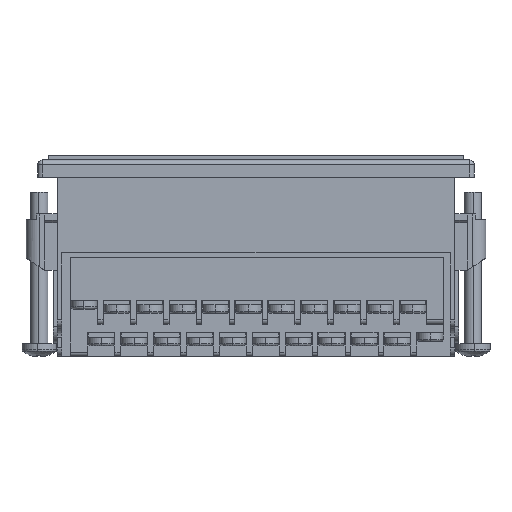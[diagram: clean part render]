
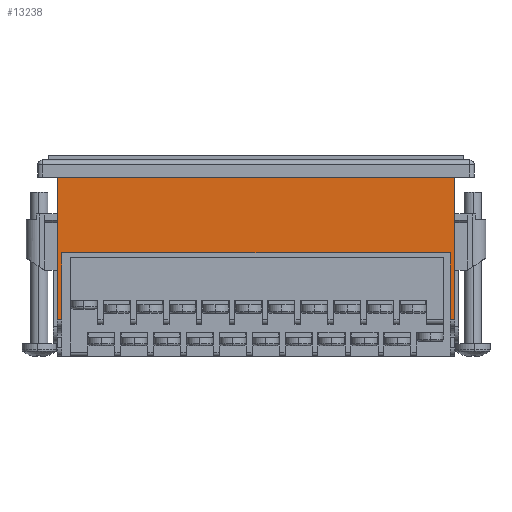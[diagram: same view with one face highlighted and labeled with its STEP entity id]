
A CAD part, front view. The second image highlights one B-rep face of the part: STEP entity #13238.
In plain terms, the highlighted planar face has unit normal (0, -1, 0).
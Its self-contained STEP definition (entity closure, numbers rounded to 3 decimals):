
#3953 = CARTESIAN_POINT ( 'NONE',  ( -45., -46., -22.5 ) ) ;
#3954 = CARTESIAN_POINT ( 'NONE',  ( -45., -46., -38. ) ) ;
#4178 = CARTESIAN_POINT ( 'NONE',  ( 45., -46., -38. ) ) ;
#4179 = CARTESIAN_POINT ( 'NONE',  ( 45., -46., -22.5 ) ) ;
#4202 = CARTESIAN_POINT ( 'NONE',  ( -46., -46., -38. ) ) ;
#4203 = CARTESIAN_POINT ( 'NONE',  ( -46., -46., -3. ) ) ;
#4458 = CARTESIAN_POINT ( 'NONE',  ( 46., -46., -38. ) ) ;
#4459 = CARTESIAN_POINT ( 'NONE',  ( 46., -46., -3. ) ) ;
#5471 = CARTESIAN_POINT ( 'NONE',  ( -46., -46., -46.5 ) ) ;
#5474 = DIRECTION ( 'NONE',  ( 0., 0., 1. ) ) ;
#5483 = CARTESIAN_POINT ( 'NONE',  ( 46., -46., -38. ) ) ;
#5496 = DIRECTION ( 'NONE',  ( 1., 0., 0. ) ) ;
#5506 = CARTESIAN_POINT ( 'NONE',  ( 45., -46., -22.5 ) ) ;
#5507 = DIRECTION ( 'NONE',  ( -1., 0., 0. ) ) ;
#5538 = CARTESIAN_POINT ( 'NONE',  ( 46., -46., -3. ) ) ;
#5539 = DIRECTION ( 'NONE',  ( -1., 0., 0. ) ) ;
#5873 = LINE ( 'NONE', #5471, #5888 ) ;
#5888 = VECTOR ( 'NONE', #5474, 1000. ) ;
#5891 = LINE ( 'NONE', #5483, #5910 ) ;
#5910 = VECTOR ( 'NONE', #5496, 1000. ) ;
#5920 = LINE ( 'NONE', #5506, #5921 ) ;
#5921 = VECTOR ( 'NONE', #5507, 1000. ) ;
#5922 = VECTOR ( 'NONE', #5539, 1000. ) ;
#5939 = LINE ( 'NONE', #5538, #5922 ) ;
#6034 = LINE ( 'NONE', #6867, #6035 ) ;
#6035 = VECTOR ( 'NONE', #6868, 1000. ) ;
#6042 = LINE ( 'NONE', #6875, #6043 ) ;
#6043 = VECTOR ( 'NONE', #6876, 1000. ) ;
#6867 = CARTESIAN_POINT ( 'NONE',  ( -45., -46., -22.5 ) ) ;
#6868 = DIRECTION ( 'NONE',  ( 0., 0., -1. ) ) ;
#6875 = CARTESIAN_POINT ( 'NONE',  ( 46., -46., -38. ) ) ;
#6876 = DIRECTION ( 'NONE',  ( 1., 0., 0. ) ) ;
#13238 = ADVANCED_FACE ( 'NONE', ( #24460 ), #56726, .F. ) ;
#14892 = EDGE_LOOP ( 'NONE', ( #15531, #15532, #15530, #15528, #15529, #15527, #15526, #15521 ) ) ;
#15521 = ORIENTED_EDGE ( 'NONE', *, *, #65723, .F. ) ;
#15526 = ORIENTED_EDGE ( 'NONE', *, *, #65659, .T. ) ;
#15527 = ORIENTED_EDGE ( 'NONE', *, *, #65648, .F. ) ;
#15528 = ORIENTED_EDGE ( 'NONE', *, *, #18042, .T. ) ;
#15529 = ORIENTED_EDGE ( 'NONE', *, *, #65679, .T. ) ;
#15530 = ORIENTED_EDGE ( 'NONE', *, *, #65727, .T. ) ;
#15531 = ORIENTED_EDGE ( 'NONE', *, *, #65664, .F. ) ;
#15532 = ORIENTED_EDGE ( 'NONE', *, *, #17989, .T. ) ;
#17989 = EDGE_CURVE ( 'NONE', #61670, #61669, #63471, .T. ) ;
#18042 = EDGE_CURVE ( 'NONE', #61850, #61851, #63576, .T. ) ;
#24460 = FACE_OUTER_BOUND ( 'NONE', #14892, .T. ) ;
#47682 = AXIS2_PLACEMENT_3D ( 'NONE', #56710, #56748, #56749 ) ;
#56710 = CARTESIAN_POINT ( 'NONE',  ( 46., -46., -46.5 ) ) ;
#56726 = PLANE ( 'NONE',  #47682 ) ;
#56748 = DIRECTION ( 'NONE',  ( 0., 1., 0. ) ) ;
#56749 = DIRECTION ( 'NONE',  ( 0., 0., 1. ) ) ;
#61444 = VERTEX_POINT ( 'NONE', #3953 ) ;
#61445 = VERTEX_POINT ( 'NONE', #3954 ) ;
#61669 = VERTEX_POINT ( 'NONE', #4178 ) ;
#61670 = VERTEX_POINT ( 'NONE', #4179 ) ;
#61693 = VERTEX_POINT ( 'NONE', #4202 ) ;
#61694 = VERTEX_POINT ( 'NONE', #4203 ) ;
#61850 = VERTEX_POINT ( 'NONE', #4458 ) ;
#61851 = VERTEX_POINT ( 'NONE', #4459 ) ;
#63471 = LINE ( 'NONE', #64549, #63472 ) ;
#63472 = VECTOR ( 'NONE', #64550, 1000. ) ;
#63576 = LINE ( 'NONE', #64656, #63577 ) ;
#63577 = VECTOR ( 'NONE', #64657, 1000. ) ;
#64549 = CARTESIAN_POINT ( 'NONE',  ( 45., -46., -22.5 ) ) ;
#64550 = DIRECTION ( 'NONE',  ( 0., 0., -1. ) ) ;
#64656 = CARTESIAN_POINT ( 'NONE',  ( 46., -46., -46.5 ) ) ;
#64657 = DIRECTION ( 'NONE',  ( 0., 0., 1. ) ) ;
#65648 = EDGE_CURVE ( 'NONE', #61693, #61694, #5873, .T. ) ;
#65659 = EDGE_CURVE ( 'NONE', #61693, #61445, #5891, .T. ) ;
#65664 = EDGE_CURVE ( 'NONE', #61670, #61444, #5920, .T. ) ;
#65679 = EDGE_CURVE ( 'NONE', #61851, #61694, #5939, .T. ) ;
#65723 = EDGE_CURVE ( 'NONE', #61444, #61445, #6034, .T. ) ;
#65727 = EDGE_CURVE ( 'NONE', #61669, #61850, #6042, .T. ) ;
